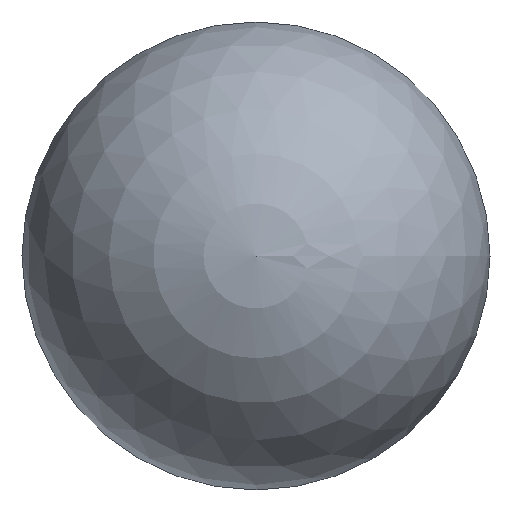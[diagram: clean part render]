
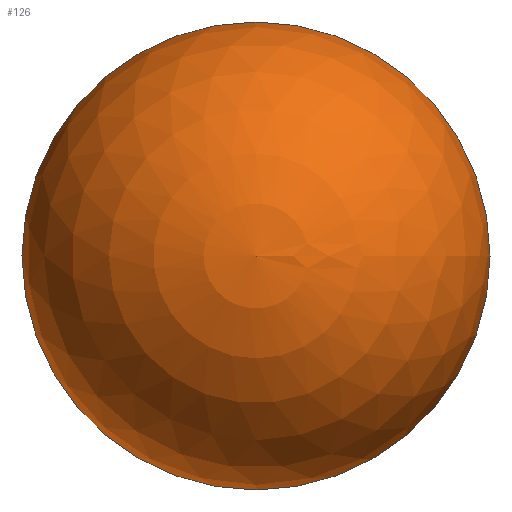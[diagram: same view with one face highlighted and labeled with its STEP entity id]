
A CAD part, left-side view. The second image highlights one B-rep face of the part: STEP entity #126.
In plain terms, the highlighted spherical face has radius 8 mm.
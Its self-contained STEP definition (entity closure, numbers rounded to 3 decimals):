
#126=ADVANCED_FACE('',(#135),#130,.T.);
#130=SPHERICAL_SURFACE('',#332,8.);
#135=FACE_OUTER_BOUND('',#173,.T.);
#173=EDGE_LOOP('',(#214,#215,#216));
#214=ORIENTED_EDGE('',*,*,#266,.F.);
#215=ORIENTED_EDGE('',*,*,#266,.T.);
#216=ORIENTED_EDGE('',*,*,#264,.T.);
#241=VERTEX_POINT('',#483);
#243=VERTEX_POINT('',#489);
#264=EDGE_CURVE('',#241,#241,#287,.T.);
#266=EDGE_CURVE('',#243,#241,#289,.T.);
#287=CIRCLE('',#328,7.999);
#289=CIRCLE('',#331,8.);
#328=AXIS2_PLACEMENT_3D('',#485,#410,#411);
#331=AXIS2_PLACEMENT_3D('',#488,#416,#417);
#332=AXIS2_PLACEMENT_3D('',#490,#418,#419);
#410=DIRECTION('',(-1.,0.,0.));
#411=DIRECTION('',(0.,-1.,0.));
#416=DIRECTION('',(0.,0.,1.));
#417=DIRECTION('',(1.,0.,0.));
#418=DIRECTION('',(-1.,0.,0.));
#419=DIRECTION('',(0.,-1.,0.));
#483=CARTESIAN_POINT('',(8.13,-7.999,0.));
#485=CARTESIAN_POINT('',(8.13,0.,0.));
#488=CARTESIAN_POINT('',(8.,0.,0.));
#489=CARTESIAN_POINT('',(0.,0.,0.));
#490=CARTESIAN_POINT('',(8.,0.,0.));
